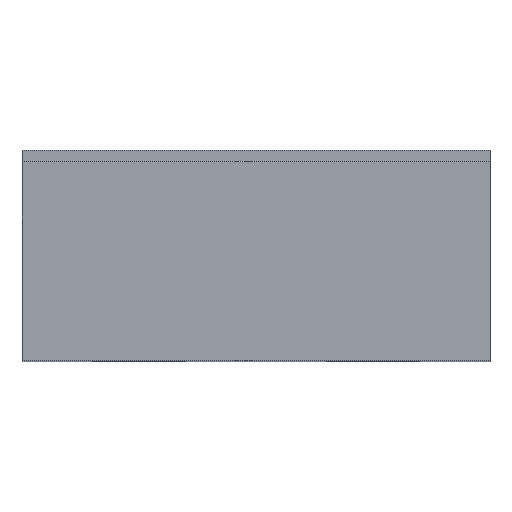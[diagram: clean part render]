
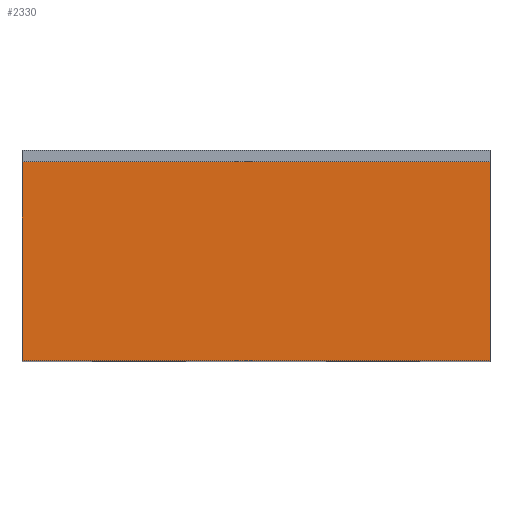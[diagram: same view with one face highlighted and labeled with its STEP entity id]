
A CAD part, top view. The second image highlights one B-rep face of the part: STEP entity #2330.
In plain terms, the highlighted planar face has unit normal (0, 0, 1).
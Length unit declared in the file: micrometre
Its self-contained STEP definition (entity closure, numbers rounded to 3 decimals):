
#300 = DIRECTION ( 'NONE',  ( 0., 0., -1. ) ) ;
#315 = PLANE ( 'NONE',  #1277 ) ;
#353 = DIRECTION ( 'NONE',  ( 1., 0., 0. ) ) ;
#385 = VECTOR ( 'NONE', #1106, 1000000. ) ;
#421 = CARTESIAN_POINT ( 'NONE',  ( -500., 425., 800. ) ) ;
#449 = DIRECTION ( 'NONE',  ( -1., 0., 0. ) ) ;
#458 = CARTESIAN_POINT ( 'NONE',  ( -500., 425., 800. ) ) ;
#478 = CARTESIAN_POINT ( 'NONE',  ( -500., 0., 800. ) ) ;
#653 = VERTEX_POINT ( 'NONE', #1192 ) ;
#712 = ORIENTED_EDGE ( 'NONE', *, *, #2075, .T. ) ;
#742 = VERTEX_POINT ( 'NONE', #2074 ) ;
#846 = CARTESIAN_POINT ( 'NONE',  ( 500., 425., 800. ) ) ;
#967 = VERTEX_POINT ( 'NONE', #846 ) ;
#1007 = LINE ( 'NONE', #2260, #1820 ) ;
#1106 = DIRECTION ( 'NONE',  ( 1., 0., 0. ) ) ;
#1111 = VECTOR ( 'NONE', #1293, 1000000. ) ;
#1142 = EDGE_LOOP ( 'NONE', ( #1483, #1833, #2310, #712 ) ) ;
#1175 = LINE ( 'NONE', #2379, #1111 ) ;
#1192 = CARTESIAN_POINT ( 'NONE',  ( -500., 0., 800. ) ) ;
#1262 = EDGE_CURVE ( 'NONE', #653, #742, #1688, .T. ) ;
#1277 = AXIS2_PLACEMENT_3D ( 'NONE', #458, #300, #449 ) ;
#1293 = DIRECTION ( 'NONE',  ( 0., -1., 0. ) ) ;
#1483 = ORIENTED_EDGE ( 'NONE', *, *, #1262, .T. ) ;
#1494 = EDGE_CURVE ( 'NONE', #967, #742, #1007, .T. ) ;
#1518 = VERTEX_POINT ( 'NONE', #1913 ) ;
#1688 = LINE ( 'NONE', #478, #1726 ) ;
#1726 = VECTOR ( 'NONE', #353, 1000000. ) ;
#1787 = DIRECTION ( 'NONE',  ( 0., -1., 0. ) ) ;
#1820 = VECTOR ( 'NONE', #1787, 1000000. ) ;
#1833 = ORIENTED_EDGE ( 'NONE', *, *, #1494, .F. ) ;
#1913 = CARTESIAN_POINT ( 'NONE',  ( -500., 425., 800. ) ) ;
#1959 = LINE ( 'NONE', #421, #385 ) ;
#1994 = FACE_OUTER_BOUND ( 'NONE', #1142, .T. ) ;
#2074 = CARTESIAN_POINT ( 'NONE',  ( 500., 0., 800. ) ) ;
#2075 = EDGE_CURVE ( 'NONE', #1518, #653, #1175, .T. ) ;
#2151 = EDGE_CURVE ( 'NONE', #1518, #967, #1959, .T. ) ;
#2260 = CARTESIAN_POINT ( 'NONE',  ( 500., 425., 800. ) ) ;
#2310 = ORIENTED_EDGE ( 'NONE', *, *, #2151, .F. ) ;
#2330 = ADVANCED_FACE ( 'NONE', ( #1994 ), #315, .F. ) ;
#2379 = CARTESIAN_POINT ( 'NONE',  ( -500., 425., 800. ) ) ;
